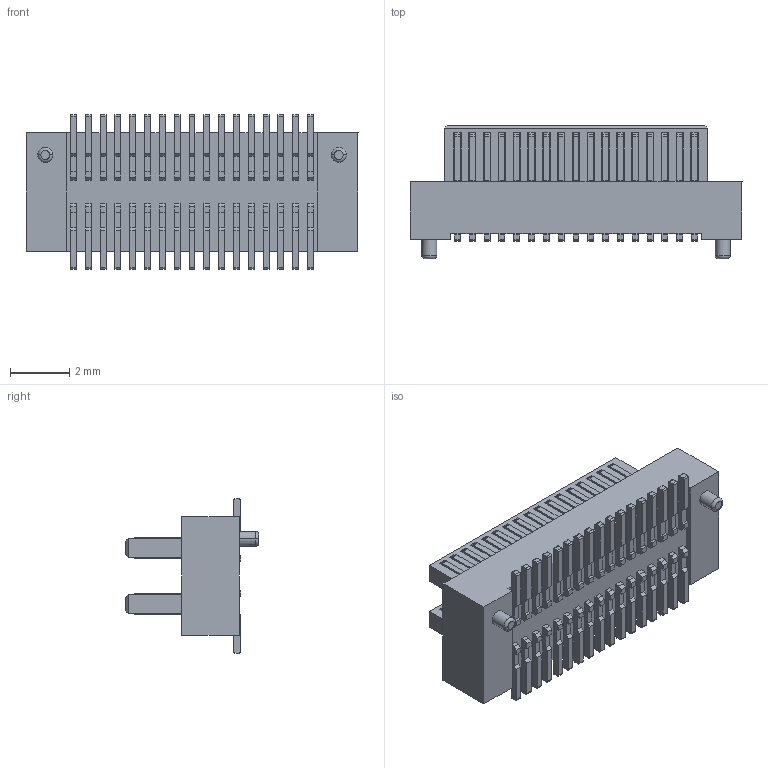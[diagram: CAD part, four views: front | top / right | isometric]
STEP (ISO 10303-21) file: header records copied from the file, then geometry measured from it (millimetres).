
FILE_DESCRIPTION((''),'2;1');
FILE_NAME('ASM0010_ASM','2025-05-19T',('工程三'),(''),'PRO/ENGINEER BY PARAMETRIC TECHNOLOGY CORPORATION, 2010280','PRO/ENGINEER BY PARAMETRIC TECHNOLOGY CORPORATION, 2010280','');
FILE_SCHEMA(('CONFIG_CONTROL_DESIGN'));
Length unit declared in the file: millimetre
Products named in the file (1): ASM0010_ASM
Bounding box: 11.2 x 4.5 x 5.2 mm (x, y, z)
Volume: 105.9 mm3; surface area: 344.1 mm2
Topology: 1 solids, 1 shells, 1568 faces, 4476 edges, 2914 vertices
Faces by surface type: plane 1220, cylinder 344, torus 4
Entity records: 50460 total; most frequent: CARTESIAN_POINT 8958, ORIENTED_EDGE 8952, DIRECTION 8314, EDGE_CURVE 4476, VECTOR 3774, LINE 3774, VERTEX_POINT 2914, AXIS2_PLACEMENT_3D 2270
